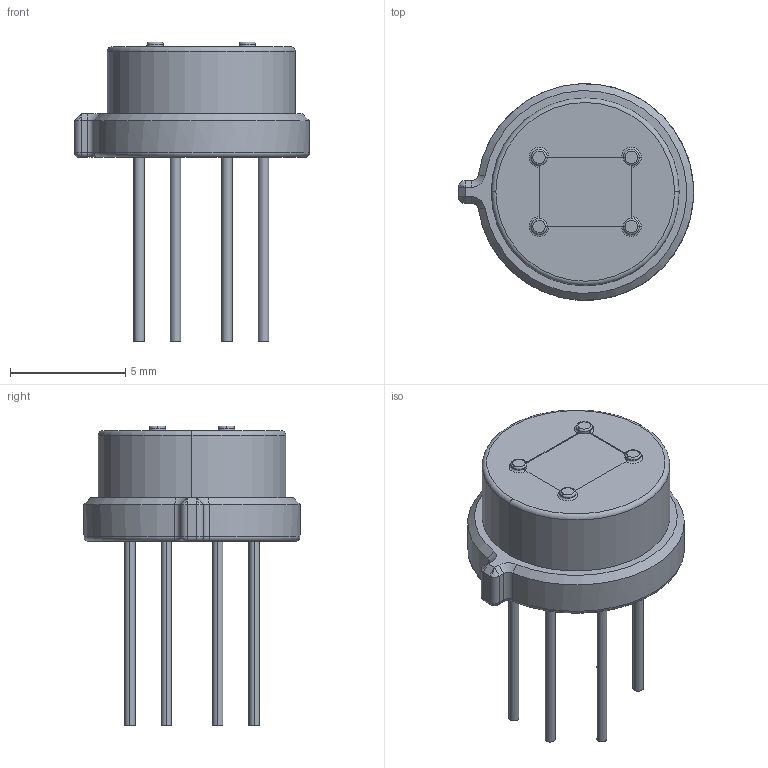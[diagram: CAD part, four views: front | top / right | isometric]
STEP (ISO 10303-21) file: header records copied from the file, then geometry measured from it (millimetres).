
FILE_DESCRIPTION (( 'STEP AP214' ), '1' );
FILE_NAME ('TO-5-6pins.STEP', '2021-04-10T11:39:57', ( 'XS' ), ( 'DK' ), 'SwSTEP 2.0', 'SolidWorks 2018', '' );
FILE_SCHEMA (( 'AUTOMOTIVE_DESIGN' ));
Length unit declared in the file: millimetre
Products named in the file (2): TO-5-6pins
Bounding box: 10.2 x 9.39 x 13 mm (x, y, z)
Volume: 290.2 mm3; surface area: 333.2 mm2
Topology: 1 solids, 1 shells, 85 faces, 193 edges, 116 vertices
Faces by surface type: cylinder 30, plane 28, torus 22, cone 5
Entity records: 2446 total; most frequent: DIRECTION 478, CARTESIAN_POINT 394, ORIENTED_EDGE 382, AXIS2_PLACEMENT_3D 200, EDGE_CURVE 191, VERTEX_POINT 116, CIRCLE 113, EDGE_LOOP 93
